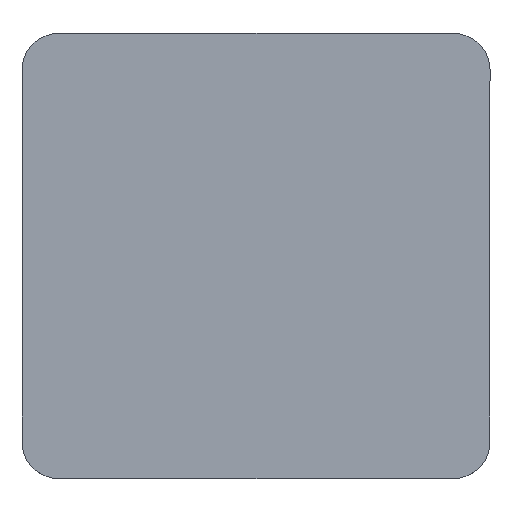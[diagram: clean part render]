
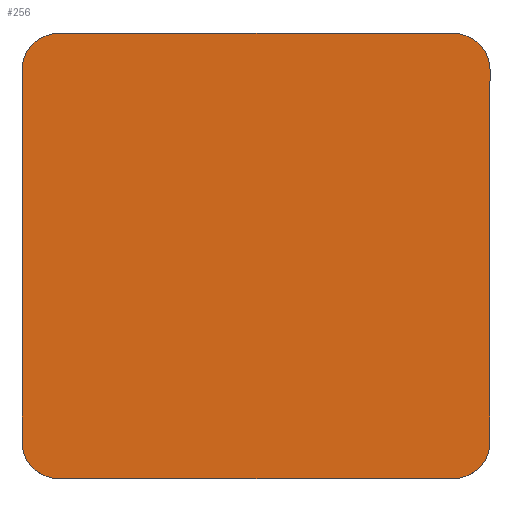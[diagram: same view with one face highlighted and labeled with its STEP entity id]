
A CAD part, top view. The second image highlights one B-rep face of the part: STEP entity #256.
In plain terms, the highlighted planar face has unit normal (0, 0, 1).
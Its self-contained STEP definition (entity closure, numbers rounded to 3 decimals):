
#2 = LINE ( 'NONE', #204, #355 ) ;
#4 = AXIS2_PLACEMENT_3D ( 'NONE', #210, #324, #234 ) ;
#9 = EDGE_CURVE ( 'NONE', #152, #96, #51, .T. ) ;
#12 = ORIENTED_EDGE ( 'NONE', *, *, #138, .T. ) ;
#21 = CARTESIAN_POINT ( 'NONE',  ( 2., 2., 1.5 ) ) ;
#27 = VERTEX_POINT ( 'NONE', #68 ) ;
#34 = VERTEX_POINT ( 'NONE', #65 ) ;
#43 = DIRECTION ( 'NONE',  ( -1., 0., 0. ) ) ;
#47 = DIRECTION ( 'NONE',  ( 0., -1., 0. ) ) ;
#48 = EDGE_CURVE ( 'NONE', #250, #34, #2, .T. ) ;
#49 = ORIENTED_EDGE ( 'NONE', *, *, #77, .T. ) ;
#51 = LINE ( 'NONE', #144, #196 ) ;
#53 = DIRECTION ( 'NONE',  ( 0., 1., 0. ) ) ;
#57 = VERTEX_POINT ( 'NONE', #315 ) ;
#59 = VERTEX_POINT ( 'NONE', #143 ) ;
#64 = DIRECTION ( 'NONE',  ( 0., 0., 1. ) ) ;
#65 = CARTESIAN_POINT ( 'NONE',  ( 2., 24.332, 1.5 ) ) ;
#68 = CARTESIAN_POINT ( 'NONE',  ( 0., 22.332, 1.5 ) ) ;
#71 = CARTESIAN_POINT ( 'NONE',  ( 0., 0., 1.5 ) ) ;
#74 = DIRECTION ( 'NONE',  ( 0., 0., 1. ) ) ;
#76 = CARTESIAN_POINT ( 'NONE',  ( 25.575, 22.332, 1.5 ) ) ;
#77 = EDGE_CURVE ( 'NONE', #96, #59, #137, .T. ) ;
#79 = CARTESIAN_POINT ( 'NONE',  ( 23.575, 24.332, 1.5 ) ) ;
#82 = ORIENTED_EDGE ( 'NONE', *, *, #328, .T. ) ;
#92 = FACE_OUTER_BOUND ( 'NONE', #134, .T. ) ;
#93 = DIRECTION ( 'NONE',  ( -1., 0., 0. ) ) ;
#96 = VERTEX_POINT ( 'NONE', #149 ) ;
#97 = CARTESIAN_POINT ( 'NONE',  ( 2., 0., 1.5 ) ) ;
#112 = DIRECTION ( 'NONE',  ( -1., 0., 0. ) ) ;
#114 = LINE ( 'NONE', #219, #255 ) ;
#115 = EDGE_CURVE ( 'NONE', #318, #250, #327, .T. ) ;
#134 = EDGE_LOOP ( 'NONE', ( #163, #49, #82, #187, #331, #12, #263, #212 ) ) ;
#137 = CIRCLE ( 'NONE', #214, 2. ) ;
#138 = EDGE_CURVE ( 'NONE', #34, #27, #349, .T. ) ;
#143 = CARTESIAN_POINT ( 'NONE',  ( 25.575, 2., 1.5 ) ) ;
#144 = CARTESIAN_POINT ( 'NONE',  ( 0., 0., 1.5 ) ) ;
#149 = CARTESIAN_POINT ( 'NONE',  ( 23.575, 0., 1.5 ) ) ;
#152 = VERTEX_POINT ( 'NONE', #97 ) ;
#155 = DIRECTION ( 'NONE',  ( -1., 0., 0. ) ) ;
#156 = LINE ( 'NONE', #71, #299 ) ;
#163 = ORIENTED_EDGE ( 'NONE', *, *, #9, .T. ) ;
#181 = DIRECTION ( 'NONE',  ( 0., 0., 1. ) ) ;
#187 = ORIENTED_EDGE ( 'NONE', *, *, #115, .T. ) ;
#190 = PLANE ( 'NONE',  #228 ) ;
#191 = AXIS2_PLACEMENT_3D ( 'NONE', #320, #181, #43 ) ;
#196 = VECTOR ( 'NONE', #229, 1000. ) ;
#203 = CARTESIAN_POINT ( 'NONE',  ( 23.575, 2., 1.5 ) ) ;
#204 = CARTESIAN_POINT ( 'NONE',  ( 0., 24.332, 1.5 ) ) ;
#209 = EDGE_CURVE ( 'NONE', #57, #152, #310, .T. ) ;
#210 = CARTESIAN_POINT ( 'NONE',  ( 2., 22.332, 1.5 ) ) ;
#212 = ORIENTED_EDGE ( 'NONE', *, *, #209, .T. ) ;
#214 = AXIS2_PLACEMENT_3D ( 'NONE', #203, #64, #112 ) ;
#219 = CARTESIAN_POINT ( 'NONE',  ( 25.575, 0., 1.5 ) ) ;
#220 = AXIS2_PLACEMENT_3D ( 'NONE', #21, #74, #155 ) ;
#228 = AXIS2_PLACEMENT_3D ( 'NONE', #329, #241, #273 ) ;
#229 = DIRECTION ( 'NONE',  ( 1., 0., 0. ) ) ;
#230 = EDGE_CURVE ( 'NONE', #27, #57, #156, .T. ) ;
#234 = DIRECTION ( 'NONE',  ( -1., 0., 0. ) ) ;
#241 = DIRECTION ( 'NONE',  ( 0., 0., -1. ) ) ;
#250 = VERTEX_POINT ( 'NONE', #79 ) ;
#255 = VECTOR ( 'NONE', #53, 1000. ) ;
#256 = ADVANCED_FACE ( 'NONE', ( #92 ), #190, .F. ) ;
#263 = ORIENTED_EDGE ( 'NONE', *, *, #230, .T. ) ;
#273 = DIRECTION ( 'NONE',  ( -1., 0., 0. ) ) ;
#299 = VECTOR ( 'NONE', #47, 1000. ) ;
#310 = CIRCLE ( 'NONE', #220, 2. ) ;
#315 = CARTESIAN_POINT ( 'NONE',  ( 0., 2., 1.5 ) ) ;
#318 = VERTEX_POINT ( 'NONE', #76 ) ;
#320 = CARTESIAN_POINT ( 'NONE',  ( 23.575, 22.332, 1.5 ) ) ;
#324 = DIRECTION ( 'NONE',  ( 0., 0., 1. ) ) ;
#327 = CIRCLE ( 'NONE', #191, 2. ) ;
#328 = EDGE_CURVE ( 'NONE', #59, #318, #114, .T. ) ;
#329 = CARTESIAN_POINT ( 'NONE',  ( 0., 0., 1.5 ) ) ;
#331 = ORIENTED_EDGE ( 'NONE', *, *, #48, .T. ) ;
#349 = CIRCLE ( 'NONE', #4, 2. ) ;
#355 = VECTOR ( 'NONE', #93, 1000. ) ;
